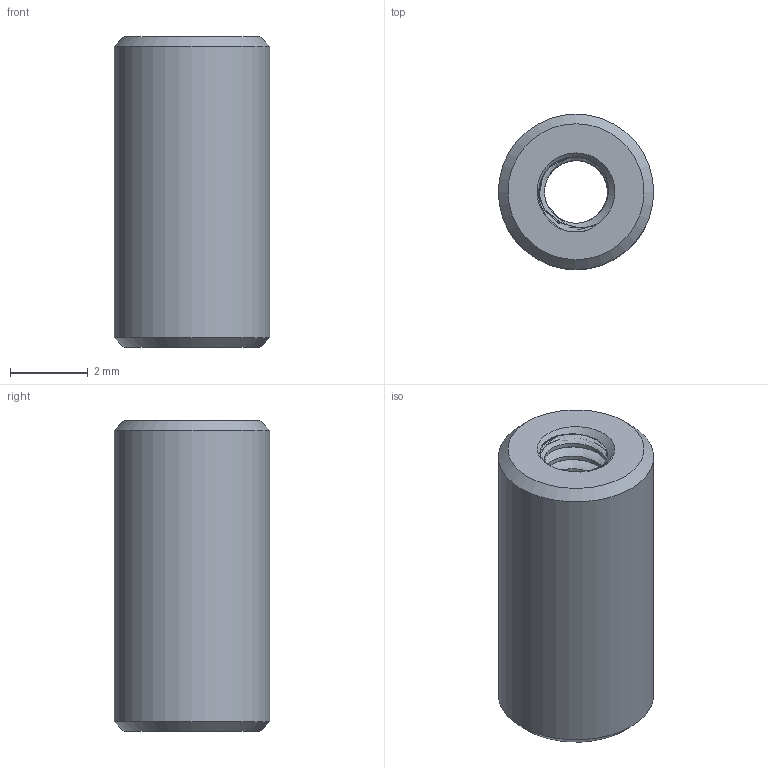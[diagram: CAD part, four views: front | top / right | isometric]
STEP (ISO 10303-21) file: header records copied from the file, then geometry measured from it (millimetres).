
FILE_DESCRIPTION(/* description */ (''),/* implementation_level */ '2;1');
FILE_NAME(/* name */ 'M2x8Spacer.step',/* time_stamp */ '2021-03-16T14:47:16+09:00',/* author */ (''),/* organization */ (''),/* preprocessor_version */ 'ST-DEVELOPER v18.1',/* originating_system */ 'Autodesk Translation Framework v9.10.0.1330',/* authorisation */ '');
FILE_SCHEMA (('AUTOMOTIVE_DESIGN { 1 0 10303 214 3 1 1 }'));
Length unit declared in the file: millimetre
Products named in the file (2): M2x8Spacer; Spacer
Assembly tree (1 placements, depth 2):
  M2x8Spacer
    Spacer
Bounding box: 4 x 4 x 8 mm (x, y, z)
Volume: 79 mm3; surface area: 191.3 mm2
Topology: 1 solids, 1 shells, 52 faces, 150 edges, 100 vertices
Faces by surface type: cylinder 42, cone 6, plane 2, bspline 2
Full cylindrical faces by diameter (mm): 1.623 x5, 2.074 x10, 4 x1
Entity records: 4285 total; most frequent: CARTESIAN_POINT 3028, ORIENTED_EDGE 300, DIRECTION 178, EDGE_CURVE 150, VERTEX_POINT 100, B_SPLINE_CURVE_WITH_KNOTS 92, AXIS2_PLACEMENT_3D 67, EDGE_LOOP 54
